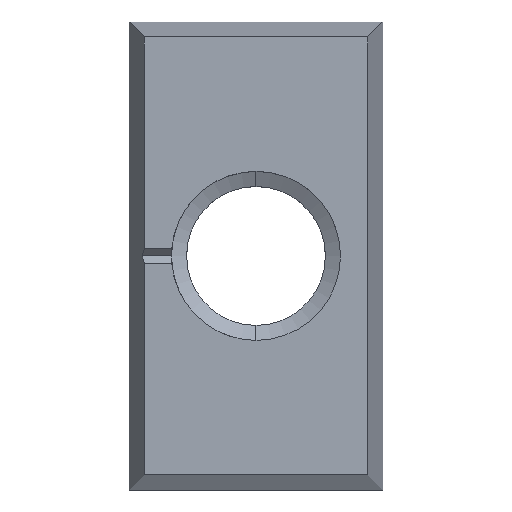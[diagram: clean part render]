
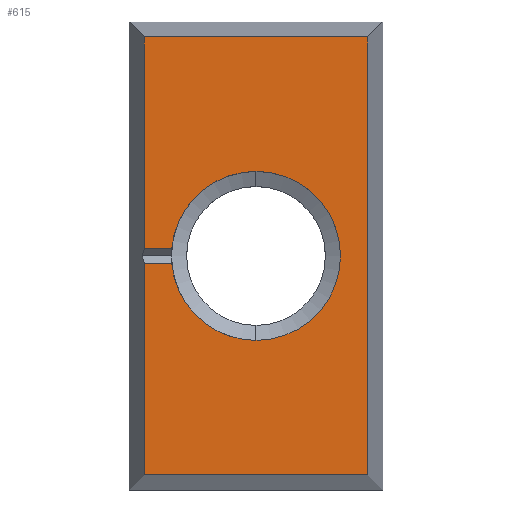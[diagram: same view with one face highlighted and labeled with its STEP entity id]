
A CAD part, top view. The second image highlights one B-rep face of the part: STEP entity #615.
In plain terms, the highlighted planar face has unit normal (0, 0, 1).
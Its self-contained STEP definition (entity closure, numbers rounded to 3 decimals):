
#48 = DIRECTION ( 'NONE',  ( -1., 0., 0. ) ) ;
#61 = VECTOR ( 'NONE', #137, 1000. ) ;
#63 = LINE ( 'NONE', #356, #207 ) ;
#71 = EDGE_CURVE ( 'NONE', #176, #691, #417, .T. ) ;
#74 = CARTESIAN_POINT ( 'NONE',  ( 8.4, -14.5, 0. ) ) ;
#77 = CARTESIAN_POINT ( 'NONE',  ( -7.4, -15.5, 0. ) ) ;
#84 = VERTEX_POINT ( 'NONE', #755 ) ;
#122 = VECTOR ( 'NONE', #393, 1000. ) ;
#137 = DIRECTION ( 'NONE',  ( 0., 1., 0. ) ) ;
#155 = VERTEX_POINT ( 'NONE', #217 ) ;
#160 = EDGE_CURVE ( 'NONE', #421, #84, #520, .T. ) ;
#168 = CARTESIAN_POINT ( 'NONE',  ( 0., 0., 0. ) ) ;
#176 = VERTEX_POINT ( 'NONE', #590 ) ;
#180 = VERTEX_POINT ( 'NONE', #706 ) ;
#181 = CIRCLE ( 'NONE', #623, 5.6 ) ;
#184 = PLANE ( 'NONE',  #510 ) ;
#191 = CARTESIAN_POINT ( 'NONE',  ( -7.4, 14.5, 0. ) ) ;
#206 = VERTEX_POINT ( 'NONE', #266 ) ;
#207 = VECTOR ( 'NONE', #606, 1000. ) ;
#217 = CARTESIAN_POINT ( 'NONE',  ( -5.578, -0.5, 0. ) ) ;
#239 = EDGE_CURVE ( 'NONE', #708, #176, #594, .T. ) ;
#241 = DIRECTION ( 'NONE',  ( 0., -1., 0. ) ) ;
#245 = CARTESIAN_POINT ( 'NONE',  ( 0., 0., 0. ) ) ;
#261 = CARTESIAN_POINT ( 'NONE',  ( 0., 0., 0. ) ) ;
#262 = ORIENTED_EDGE ( 'NONE', *, *, #326, .F. ) ;
#266 = CARTESIAN_POINT ( 'NONE',  ( 0., 5.6, 0. ) ) ;
#267 = CARTESIAN_POINT ( 'NONE',  ( 7.4, -14.5, 0. ) ) ;
#268 = CARTESIAN_POINT ( 'NONE',  ( -7.4, -15.5, 0. ) ) ;
#293 = EDGE_CURVE ( 'NONE', #421, #396, #398, .T. ) ;
#297 = ORIENTED_EDGE ( 'NONE', *, *, #239, .F. ) ;
#310 = DIRECTION ( 'NONE',  ( 0., -1., 0. ) ) ;
#319 = DIRECTION ( 'NONE',  ( 0., 0., 1. ) ) ;
#324 = DIRECTION ( 'NONE',  ( 1., 0., 0. ) ) ;
#326 = EDGE_CURVE ( 'NONE', #155, #180, #181, .T. ) ;
#327 = CARTESIAN_POINT ( 'NONE',  ( 7.4, -15.5, 0. ) ) ;
#337 = EDGE_CURVE ( 'NONE', #180, #206, #514, .T. ) ;
#340 = LINE ( 'NONE', #364, #643 ) ;
#347 = CARTESIAN_POINT ( 'NONE',  ( -8.598, 0.5, 0. ) ) ;
#356 = CARTESIAN_POINT ( 'NONE',  ( -8.598, -0.5, 0. ) ) ;
#359 = ORIENTED_EDGE ( 'NONE', *, *, #160, .T. ) ;
#364 = CARTESIAN_POINT ( 'NONE',  ( 8.4, 14.5, 0. ) ) ;
#380 = ORIENTED_EDGE ( 'NONE', *, *, #408, .T. ) ;
#393 = DIRECTION ( 'NONE',  ( 0., 1., 0. ) ) ;
#396 = VERTEX_POINT ( 'NONE', #191 ) ;
#398 = LINE ( 'NONE', #77, #61 ) ;
#408 = EDGE_CURVE ( 'NONE', #708, #722, #773, .T. ) ;
#417 = LINE ( 'NONE', #268, #578 ) ;
#419 = EDGE_CURVE ( 'NONE', #206, #84, #762, .T. ) ;
#421 = VERTEX_POINT ( 'NONE', #485 ) ;
#465 = ORIENTED_EDGE ( 'NONE', *, *, #569, .T. ) ;
#472 = FACE_OUTER_BOUND ( 'NONE', #473, .T. ) ;
#473 = EDGE_LOOP ( 'NONE', ( #359, #585, #655, #262, #562, #559, #297, #380, #465, #741 ) ) ;
#485 = CARTESIAN_POINT ( 'NONE',  ( -7.4, 0.5, 0. ) ) ;
#500 = EDGE_CURVE ( 'NONE', #691, #155, #63, .T. ) ;
#504 = AXIS2_PLACEMENT_3D ( 'NONE', #245, #666, #310 ) ;
#510 = AXIS2_PLACEMENT_3D ( 'NONE', #261, #681, #324 ) ;
#514 = CIRCLE ( 'NONE', #692, 5.6 ) ;
#520 = LINE ( 'NONE', #347, #571 ) ;
#547 = DIRECTION ( 'NONE',  ( 0., 1., 0. ) ) ;
#559 = ORIENTED_EDGE ( 'NONE', *, *, #71, .F. ) ;
#562 = ORIENTED_EDGE ( 'NONE', *, *, #500, .F. ) ;
#569 = EDGE_CURVE ( 'NONE', #722, #396, #340, .T. ) ;
#571 = VECTOR ( 'NONE', #645, 1000. ) ;
#573 = VECTOR ( 'NONE', #788, 1000. ) ;
#578 = VECTOR ( 'NONE', #547, 1000. ) ;
#585 = ORIENTED_EDGE ( 'NONE', *, *, #419, .F. ) ;
#590 = CARTESIAN_POINT ( 'NONE',  ( -7.4, -14.5, 0. ) ) ;
#594 = LINE ( 'NONE', #74, #573 ) ;
#606 = DIRECTION ( 'NONE',  ( 1., 0., 0. ) ) ;
#610 = DIRECTION ( 'NONE',  ( 0., 0., 1. ) ) ;
#615 = ADVANCED_FACE ( 'NONE', ( #472 ), #184, .T. ) ;
#623 = AXIS2_PLACEMENT_3D ( 'NONE', #690, #319, #739 ) ;
#643 = VECTOR ( 'NONE', #48, 1000. ) ;
#645 = DIRECTION ( 'NONE',  ( 1., 0., 0. ) ) ;
#655 = ORIENTED_EDGE ( 'NONE', *, *, #337, .F. ) ;
#666 = DIRECTION ( 'NONE',  ( 0., 0., 1. ) ) ;
#681 = DIRECTION ( 'NONE',  ( 0., 0., 1. ) ) ;
#686 = CARTESIAN_POINT ( 'NONE',  ( -7.4, -0.5, 0. ) ) ;
#690 = CARTESIAN_POINT ( 'NONE',  ( 0., 0., 0. ) ) ;
#691 = VERTEX_POINT ( 'NONE', #686 ) ;
#692 = AXIS2_PLACEMENT_3D ( 'NONE', #168, #610, #241 ) ;
#706 = CARTESIAN_POINT ( 'NONE',  ( 0., -5.6, 0. ) ) ;
#708 = VERTEX_POINT ( 'NONE', #267 ) ;
#722 = VERTEX_POINT ( 'NONE', #778 ) ;
#739 = DIRECTION ( 'NONE',  ( 0., -1., 0. ) ) ;
#741 = ORIENTED_EDGE ( 'NONE', *, *, #293, .F. ) ;
#755 = CARTESIAN_POINT ( 'NONE',  ( -5.578, 0.5, 0. ) ) ;
#762 = CIRCLE ( 'NONE', #504, 5.6 ) ;
#773 = LINE ( 'NONE', #327, #122 ) ;
#778 = CARTESIAN_POINT ( 'NONE',  ( 7.4, 14.5, 0. ) ) ;
#788 = DIRECTION ( 'NONE',  ( -1., 0., 0. ) ) ;
